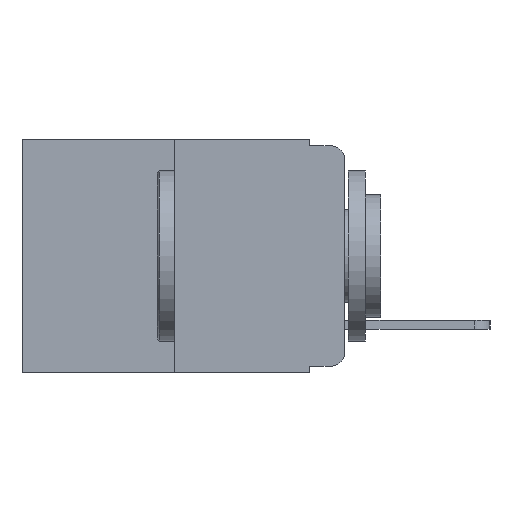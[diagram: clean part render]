
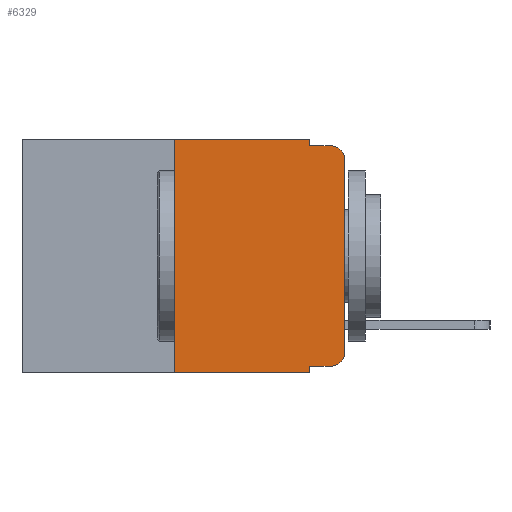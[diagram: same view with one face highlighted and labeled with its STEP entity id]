
A CAD part, left-side view. The second image highlights one B-rep face of the part: STEP entity #6329.
In plain terms, the highlighted planar face has unit normal (-1, 0, 0).
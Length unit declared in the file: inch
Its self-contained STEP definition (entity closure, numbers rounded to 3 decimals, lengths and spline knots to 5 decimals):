
#509 = DIRECTION ( 'NONE',  ( 0., -1., 0. ) ) ;
#689 = VERTEX_POINT ( 'NONE', #8547 ) ;
#851 = EDGE_CURVE ( 'NONE', #11678, #4487, #7565, .T. ) ;
#1014 = DIRECTION ( 'NONE',  ( 0., -1., 0. ) ) ;
#1573 = DIRECTION ( 'NONE',  ( 0., 0., -1. ) ) ;
#1760 = AXIS2_PLACEMENT_3D ( 'NONE', #8102, #7846, #7813 ) ;
#1857 = AXIS2_PLACEMENT_3D ( 'NONE', #10148, #10610, #7027 ) ;
#1894 = DIRECTION ( 'NONE',  ( -1., 0., 0. ) ) ;
#1923 = CARTESIAN_POINT ( 'NONE',  ( 0., 0.02, -0.03 ) ) ;
#2148 = LINE ( 'NONE', #10917, #8301 ) ;
#2454 = ORIENTED_EDGE ( 'NONE', *, *, #6445, .T. ) ;
#2486 = CARTESIAN_POINT ( 'NONE',  ( 0., 0.02, -0.01 ) ) ;
#2982 = LINE ( 'NONE', #3234, #11734 ) ;
#3234 = CARTESIAN_POINT ( 'NONE',  ( 0., 0.051, -0.333 ) ) ;
#3339 = LINE ( 'NONE', #6868, #9260 ) ;
#3396 = VERTEX_POINT ( 'NONE', #6298 ) ;
#3412 = LINE ( 'NONE', #8433, #12019 ) ;
#3420 = VERTEX_POINT ( 'NONE', #13497 ) ;
#3764 = CARTESIAN_POINT ( 'NONE',  ( 0., 0.473, 0. ) ) ;
#3938 = EDGE_LOOP ( 'NONE', ( #4288, #2454, #9238, #5270, #13828, #7098, #7668, #13329, #14108, #5476 ) ) ;
#4288 = ORIENTED_EDGE ( 'NONE', *, *, #6556, .T. ) ;
#4487 = VERTEX_POINT ( 'NONE', #9395 ) ;
#5046 = VERTEX_POINT ( 'NONE', #2486 ) ;
#5093 = VERTEX_POINT ( 'NONE', #10191 ) ;
#5270 = ORIENTED_EDGE ( 'NONE', *, *, #7981, .F. ) ;
#5476 = ORIENTED_EDGE ( 'NONE', *, *, #5913, .T. ) ;
#5913 = EDGE_CURVE ( 'NONE', #5093, #3420, #6288, .T. ) ;
#5919 = EDGE_CURVE ( 'NONE', #10345, #5093, #2982, .T. ) ;
#6276 = EDGE_CURVE ( 'NONE', #10345, #689, #2148, .T. ) ;
#6288 = CIRCLE ( 'NONE', #1857, 0.02 ) ;
#6298 = CARTESIAN_POINT ( 'NONE',  ( 0., 0., -0.03 ) ) ;
#6329 = ADVANCED_FACE ( 'NONE', ( #7175 ), #7910, .F. ) ;
#6445 = EDGE_CURVE ( 'NONE', #3396, #5046, #13641, .T. ) ;
#6556 = EDGE_CURVE ( 'NONE', #3420, #3396, #3412, .T. ) ;
#6768 = DIRECTION ( 'NONE',  ( 0., 0., 1. ) ) ;
#6868 = CARTESIAN_POINT ( 'NONE',  ( 0., 0.25, 0. ) ) ;
#7027 = DIRECTION ( 'NONE',  ( 0., 0., -1. ) ) ;
#7098 = ORIENTED_EDGE ( 'NONE', *, *, #8058, .F. ) ;
#7175 = FACE_OUTER_BOUND ( 'NONE', #3938, .T. ) ;
#7357 = DIRECTION ( 'NONE',  ( 0., -1., 0. ) ) ;
#7386 = CARTESIAN_POINT ( 'NONE',  ( 0., 0.473, -0.343 ) ) ;
#7565 = LINE ( 'NONE', #3764, #13263 ) ;
#7668 = ORIENTED_EDGE ( 'NONE', *, *, #12067, .T. ) ;
#7688 = VECTOR ( 'NONE', #9179, 39.37008 ) ;
#7813 = DIRECTION ( 'NONE',  ( 0., 0., -1. ) ) ;
#7846 = DIRECTION ( 'NONE',  ( 1., 0., 0. ) ) ;
#7910 = PLANE ( 'NONE',  #1760 ) ;
#7981 = EDGE_CURVE ( 'NONE', #4487, #10749, #10591, .T. ) ;
#8038 = LINE ( 'NONE', #13854, #10257 ) ;
#8058 = EDGE_CURVE ( 'NONE', #10326, #11678, #3339, .T. ) ;
#8102 = CARTESIAN_POINT ( 'NONE',  ( 0., 0.473, 0. ) ) ;
#8301 = VECTOR ( 'NONE', #10797, 39.37008 ) ;
#8349 = AXIS2_PLACEMENT_3D ( 'NONE', #1923, #1894, #1573 ) ;
#8433 = CARTESIAN_POINT ( 'NONE',  ( 0., 0., 0. ) ) ;
#8547 = CARTESIAN_POINT ( 'NONE',  ( 0., 0.051, -0.343 ) ) ;
#8613 = CARTESIAN_POINT ( 'NONE',  ( 0., 0.25, -0.343 ) ) ;
#8858 = CARTESIAN_POINT ( 'NONE',  ( 0., 0.051, -0.333 ) ) ;
#9179 = DIRECTION ( 'NONE',  ( 0., 0., -1. ) ) ;
#9238 = ORIENTED_EDGE ( 'NONE', *, *, #9721, .F. ) ;
#9260 = VECTOR ( 'NONE', #6768, 39.37008 ) ;
#9395 = CARTESIAN_POINT ( 'NONE',  ( 0., 0.051, 0. ) ) ;
#9446 = CARTESIAN_POINT ( 'NONE',  ( 0., 0.051, 0. ) ) ;
#9721 = EDGE_CURVE ( 'NONE', #10749, #5046, #8038, .T. ) ;
#10148 = CARTESIAN_POINT ( 'NONE',  ( 0., 0.02, -0.313 ) ) ;
#10191 = CARTESIAN_POINT ( 'NONE',  ( 0., 0.02, -0.333 ) ) ;
#10257 = VECTOR ( 'NONE', #13645, 39.37008 ) ;
#10260 = DIRECTION ( 'NONE',  ( 0., 0., 1. ) ) ;
#10326 = VERTEX_POINT ( 'NONE', #8613 ) ;
#10345 = VERTEX_POINT ( 'NONE', #8858 ) ;
#10544 = VECTOR ( 'NONE', #7357, 39.37008 ) ;
#10591 = LINE ( 'NONE', #9446, #7688 ) ;
#10610 = DIRECTION ( 'NONE',  ( -1., 0., 0. ) ) ;
#10659 = CARTESIAN_POINT ( 'NONE',  ( 0., 0.25, 0. ) ) ;
#10749 = VERTEX_POINT ( 'NONE', #13942 ) ;
#10797 = DIRECTION ( 'NONE',  ( 0., 0., -1. ) ) ;
#10917 = CARTESIAN_POINT ( 'NONE',  ( 0., 0.051, 0. ) ) ;
#11678 = VERTEX_POINT ( 'NONE', #10659 ) ;
#11734 = VECTOR ( 'NONE', #509, 39.37008 ) ;
#12019 = VECTOR ( 'NONE', #10260, 39.37008 ) ;
#12067 = EDGE_CURVE ( 'NONE', #10326, #689, #13308, .T. ) ;
#13263 = VECTOR ( 'NONE', #1014, 39.37008 ) ;
#13308 = LINE ( 'NONE', #7386, #10544 ) ;
#13329 = ORIENTED_EDGE ( 'NONE', *, *, #6276, .F. ) ;
#13497 = CARTESIAN_POINT ( 'NONE',  ( 0., 0., -0.313 ) ) ;
#13641 = CIRCLE ( 'NONE', #8349, 0.02 ) ;
#13645 = DIRECTION ( 'NONE',  ( 0., -1., 0. ) ) ;
#13828 = ORIENTED_EDGE ( 'NONE', *, *, #851, .F. ) ;
#13854 = CARTESIAN_POINT ( 'NONE',  ( 0., 0.051, -0.01 ) ) ;
#13942 = CARTESIAN_POINT ( 'NONE',  ( 0., 0.051, -0.01 ) ) ;
#14108 = ORIENTED_EDGE ( 'NONE', *, *, #5919, .T. ) ;
